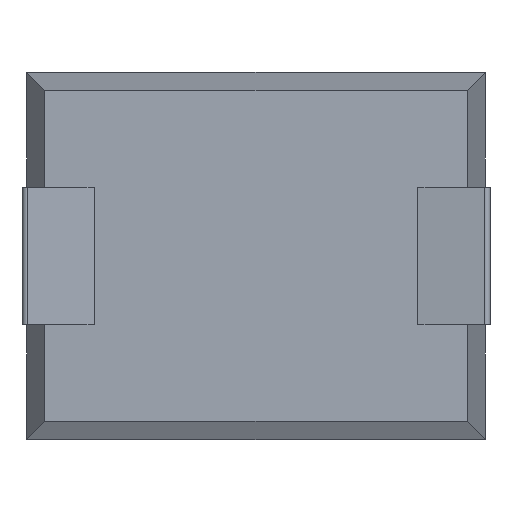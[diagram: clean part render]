
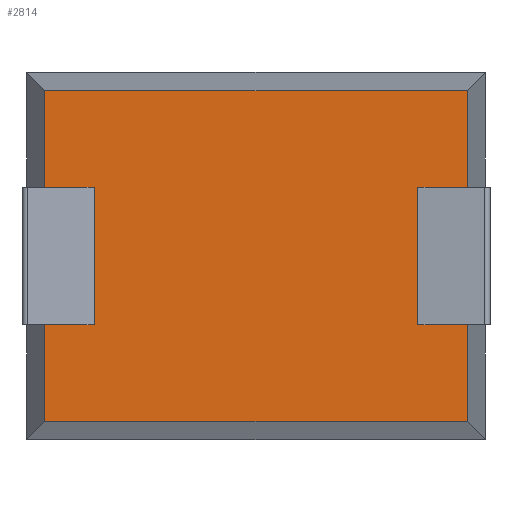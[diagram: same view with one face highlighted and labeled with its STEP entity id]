
A CAD part, front view. The second image highlights one B-rep face of the part: STEP entity #2814.
In plain terms, the highlighted planar face has unit normal (0, -1, 0).
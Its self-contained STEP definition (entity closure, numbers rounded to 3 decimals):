
#113 = VERTEX_POINT ( 'NONE', #9806 ) ;
#329 = EDGE_CURVE ( 'NONE', #2460, #9834, #10252, .T. ) ;
#522 = ORIENTED_EDGE ( 'NONE', *, *, #329, .F. ) ;
#669 = DIRECTION ( 'NONE',  ( -1., 0., 0. ) ) ;
#762 = PLANE ( 'NONE',  #3517 ) ;
#1098 = CARTESIAN_POINT ( 'NONE',  ( 4.603, -2.25, -3.603 ) ) ;
#1286 = DIRECTION ( 'NONE',  ( 0., 0., -1. ) ) ;
#1682 = VERTEX_POINT ( 'NONE', #4339 ) ;
#2091 = VECTOR ( 'NONE', #2391, 1000. ) ;
#2161 = LINE ( 'NONE', #4754, #4999 ) ;
#2170 = CARTESIAN_POINT ( 'NONE',  ( -5., -2.25, 3.603 ) ) ;
#2391 = DIRECTION ( 'NONE',  ( 1., 0., 0. ) ) ;
#2460 = VERTEX_POINT ( 'NONE', #3317 ) ;
#2814 = ADVANCED_FACE ( 'NONE', ( #8685 ), #762, .T. ) ;
#2943 = EDGE_CURVE ( 'NONE', #1682, #113, #2161, .T. ) ;
#3317 = CARTESIAN_POINT ( 'NONE',  ( 4.603, -2.25, 3.603 ) ) ;
#3517 = AXIS2_PLACEMENT_3D ( 'NONE', #7934, #4631, #6195 ) ;
#3992 = LINE ( 'NONE', #5067, #7242 ) ;
#4060 = VECTOR ( 'NONE', #1286, 1000. ) ;
#4339 = CARTESIAN_POINT ( 'NONE',  ( -4.603, -2.25, -3.603 ) ) ;
#4631 = DIRECTION ( 'NONE',  ( 0., -1., 0. ) ) ;
#4754 = CARTESIAN_POINT ( 'NONE',  ( -4.603, -2.25, 4. ) ) ;
#4999 = VECTOR ( 'NONE', #8292, 1000. ) ;
#5067 = CARTESIAN_POINT ( 'NONE',  ( -5., -2.25, -3.603 ) ) ;
#5464 = ORIENTED_EDGE ( 'NONE', *, *, #8207, .F. ) ;
#5848 = CARTESIAN_POINT ( 'NONE',  ( 4.603, -2.25, 4. ) ) ;
#6195 = DIRECTION ( 'NONE',  ( 0., 0., -1. ) ) ;
#7242 = VECTOR ( 'NONE', #669, 1000. ) ;
#7367 = ORIENTED_EDGE ( 'NONE', *, *, #2943, .F. ) ;
#7541 = EDGE_CURVE ( 'NONE', #9834, #1682, #3992, .T. ) ;
#7913 = EDGE_LOOP ( 'NONE', ( #522, #5464, #7367, #10927 ) ) ;
#7934 = CARTESIAN_POINT ( 'NONE',  ( 0., -2.25, 0. ) ) ;
#8207 = EDGE_CURVE ( 'NONE', #113, #2460, #10304, .T. ) ;
#8292 = DIRECTION ( 'NONE',  ( 0., 0., 1. ) ) ;
#8685 = FACE_OUTER_BOUND ( 'NONE', #7913, .T. ) ;
#9806 = CARTESIAN_POINT ( 'NONE',  ( -4.603, -2.25, 3.603 ) ) ;
#9834 = VERTEX_POINT ( 'NONE', #1098 ) ;
#10252 = LINE ( 'NONE', #5848, #4060 ) ;
#10304 = LINE ( 'NONE', #2170, #2091 ) ;
#10927 = ORIENTED_EDGE ( 'NONE', *, *, #7541, .F. ) ;
